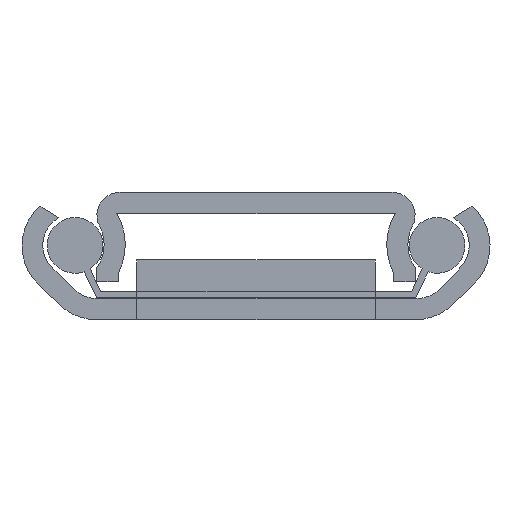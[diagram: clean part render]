
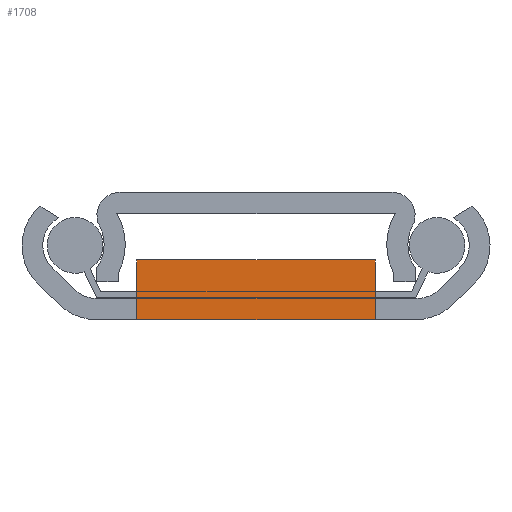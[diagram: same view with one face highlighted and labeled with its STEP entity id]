
A CAD part, left-side view. The second image highlights one B-rep face of the part: STEP entity #1708.
In plain terms, the highlighted face is planar.
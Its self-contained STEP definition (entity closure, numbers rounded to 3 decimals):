
#428 = VECTOR ( 'NONE', #2577, 1000. ) ;
#541 = EDGE_CURVE ( 'NONE', #2110, #1366, #2575, .T. ) ;
#566 = EDGE_CURVE ( 'NONE', #2116, #2110, #2647, .T. ) ;
#577 = EDGE_CURVE ( 'NONE', #2081, #1357, #2680, .T. ) ;
#578 = EDGE_CURVE ( 'NONE', #2116, #1357, #2683, .T. ) ;
#579 = EDGE_CURVE ( 'NONE', #2104, #2081, #2686, .T. ) ;
#580 = EDGE_CURVE ( 'NONE', #2104, #1366, #2689, .T. ) ;
#1357 = VERTEX_POINT ( 'NONE', #3128 ) ;
#1366 = VERTEX_POINT ( 'NONE', #3152 ) ;
#1617 = ORIENTED_EDGE ( 'NONE', *, *, #578, .T. ) ;
#1618 = ORIENTED_EDGE ( 'NONE', *, *, #579, .F. ) ;
#1619 = ORIENTED_EDGE ( 'NONE', *, *, #577, .F. ) ;
#1620 = ORIENTED_EDGE ( 'NONE', *, *, #580, .T. ) ;
#1621 = ORIENTED_EDGE ( 'NONE', *, *, #541, .F. ) ;
#1651 = EDGE_LOOP ( 'NONE', ( #1617, #1619, #1618, #1620, #1621, #2131 ) ) ;
#1708 = ADVANCED_FACE ( 'NONE', ( #4169 ), #3293, .F. ) ;
#1916 = VECTOR ( 'NONE', #2688, 1000. ) ;
#1920 = VECTOR ( 'NONE', #2691, 1000. ) ;
#1922 = VECTOR ( 'NONE', #2682, 1000. ) ;
#1928 = VECTOR ( 'NONE', #2685, 1000. ) ;
#1935 = VECTOR ( 'NONE', #2649, 1000. ) ;
#2081 = VERTEX_POINT ( 'NONE', #3868 ) ;
#2104 = VERTEX_POINT ( 'NONE', #3891 ) ;
#2110 = VERTEX_POINT ( 'NONE', #3897 ) ;
#2116 = VERTEX_POINT ( 'NONE', #3903 ) ;
#2131 = ORIENTED_EDGE ( 'NONE', *, *, #566, .F. ) ;
#2575 = LINE ( 'NONE', #2576, #428 ) ;
#2576 = CARTESIAN_POINT ( 'NONE',  ( 0., -9., -251.6 ) ) ;
#2577 = DIRECTION ( 'NONE',  ( 1., 0., 0. ) ) ;
#2647 = LINE ( 'NONE', #2648, #1935 ) ;
#2648 = CARTESIAN_POINT ( 'NONE',  ( 0., 9., -251.6 ) ) ;
#2649 = DIRECTION ( 'NONE',  ( 0., -1., 0. ) ) ;
#2680 = LINE ( 'NONE', #2681, #1922 ) ;
#2681 = CARTESIAN_POINT ( 'NONE',  ( 4.5, 9., -251.6 ) ) ;
#2682 = DIRECTION ( 'NONE',  ( -1., 0., 0. ) ) ;
#2683 = LINE ( 'NONE', #2684, #1928 ) ;
#2684 = CARTESIAN_POINT ( 'NONE',  ( 0., 9., -251.6 ) ) ;
#2685 = DIRECTION ( 'NONE',  ( 1., 0., 0. ) ) ;
#2686 = LINE ( 'NONE', #2687, #1916 ) ;
#2687 = CARTESIAN_POINT ( 'NONE',  ( 4.5, 9., -251.6 ) ) ;
#2688 = DIRECTION ( 'NONE',  ( 0., 1., 0. ) ) ;
#2689 = LINE ( 'NONE', #2690, #1920 ) ;
#2690 = CARTESIAN_POINT ( 'NONE',  ( 4.5, -9., -251.6 ) ) ;
#2691 = DIRECTION ( 'NONE',  ( -1., 0., 0. ) ) ;
#3128 = CARTESIAN_POINT ( 'NONE',  ( 1.6, 9., -251.6 ) ) ;
#3152 = CARTESIAN_POINT ( 'NONE',  ( 1.6, -9., -251.6 ) ) ;
#3293 = PLANE ( 'NONE',  #4174 ) ;
#3294 = CARTESIAN_POINT ( 'NONE',  ( 0., 9., -251.6 ) ) ;
#3295 = DIRECTION ( 'NONE',  ( 0., 0., 1. ) ) ;
#3296 = DIRECTION ( 'NONE',  ( 1., 0., 0. ) ) ;
#3868 = CARTESIAN_POINT ( 'NONE',  ( 4.5, 9., -251.6 ) ) ;
#3891 = CARTESIAN_POINT ( 'NONE',  ( 4.5, -9., -251.6 ) ) ;
#3897 = CARTESIAN_POINT ( 'NONE',  ( 0., -9., -251.6 ) ) ;
#3903 = CARTESIAN_POINT ( 'NONE',  ( 0., 9., -251.6 ) ) ;
#4169 = FACE_OUTER_BOUND ( 'NONE', #1651, .T. ) ;
#4174 = AXIS2_PLACEMENT_3D ( 'NONE', #3294, #3295, #3296 ) ;
